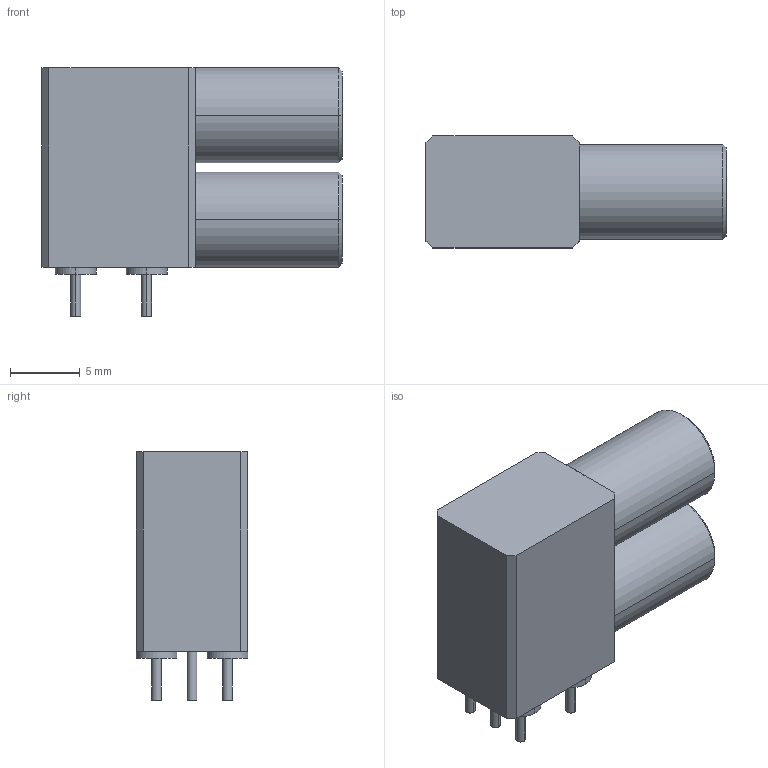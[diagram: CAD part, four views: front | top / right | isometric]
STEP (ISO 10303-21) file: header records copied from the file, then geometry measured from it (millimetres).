
FILE_DESCRIPTION((''),'2;1');
FILE_NAME('LEMO_EPY.00.250.NTN.stp','2008-12-10T19:10:14',(''),(''),'Mechanical Desktop 2009','Mechanical Desktop 2009',', , ');
FILE_SCHEMA(('AUTOMOTIVE_DESIGN { 1 2 10303 214 1 1 1 1 }'));
Length unit declared in the file: millimetre
Products named in the file (1): Product
Bounding box: 21.5 x 8 x 17.8 mm (x, y, z)
Volume: 1687.7 mm3; surface area: 1794.4 mm2
Topology: 13 solids, 13 shells, 86 faces, 156 edges, 102 vertices
Faces by surface type: plane 42, cylinder 40, cone 4
Entity records: 2178 total; most frequent: DIRECTION 416, CARTESIAN_POINT 345, ORIENTED_EDGE 312, AXIS2_PLACEMENT_3D 173, EDGE_CURVE 156, VERTEX_POINT 102, EDGE_LOOP 92, CIRCLE 86
